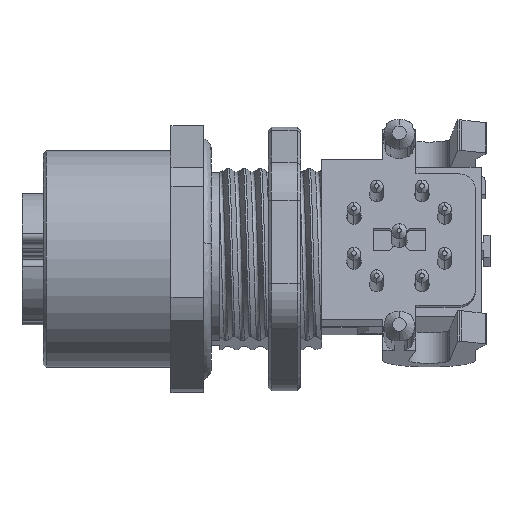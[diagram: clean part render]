
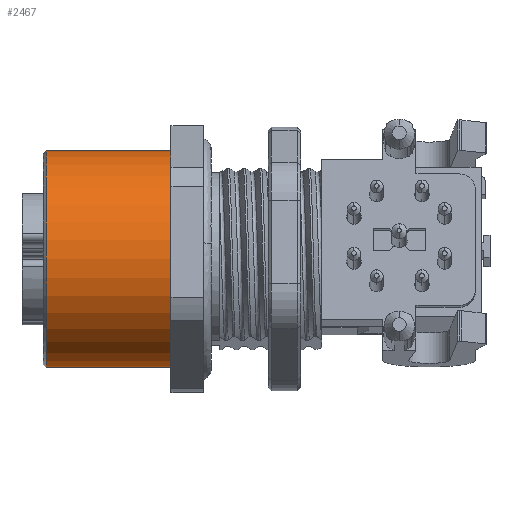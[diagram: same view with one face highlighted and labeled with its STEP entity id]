
A CAD part, left-side view. The second image highlights one B-rep face of the part: STEP entity #2467.
In plain terms, the highlighted cylindrical face has radius 6.7 mm (diameter 13.4 mm), a partial arc.
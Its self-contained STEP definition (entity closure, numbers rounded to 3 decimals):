
#705 = CARTESIAN_POINT ( 'NONE',  ( 26.967, 20.08, 8.458 ) ) ;
#845 = CARTESIAN_POINT ( 'NONE',  ( 26.967, 12.38, 1.758 ) ) ;
#1554 = DIRECTION ( 'NONE',  ( 0., 1., 0. ) ) ;
#1877 = CIRCLE ( 'NONE', #21196, 6.7 ) ;
#1931 = AXIS2_PLACEMENT_3D ( 'NONE', #845, #26464, #6922 ) ;
#2232 = CARTESIAN_POINT ( 'NONE',  ( 26.967, 20.08, 1.758 ) ) ;
#2467 = ADVANCED_FACE ( 'NONE', ( #26659 ), #32658, .T. ) ;
#4162 = VERTEX_POINT ( 'NONE', #29671 ) ;
#4586 = EDGE_LOOP ( 'NONE', ( #12907, #30345, #36908, #6083 ) ) ;
#5844 = CARTESIAN_POINT ( 'NONE',  ( 26.967, 12.38, -4.942 ) ) ;
#5884 = CARTESIAN_POINT ( 'NONE',  ( 26.967, 12.38, -4.942 ) ) ;
#6083 = ORIENTED_EDGE ( 'NONE', *, *, #14140, .T. ) ;
#6922 = DIRECTION ( 'NONE',  ( 0., 0., 1. ) ) ;
#9666 = DIRECTION ( 'NONE',  ( 0., 0., 1. ) ) ;
#10213 = DIRECTION ( 'NONE',  ( 0., -1., 0. ) ) ;
#12907 = ORIENTED_EDGE ( 'NONE', *, *, #30069, .F. ) ;
#14140 = EDGE_CURVE ( 'NONE', #26757, #4162, #34875, .T. ) ;
#14341 = DIRECTION ( 'NONE',  ( 0., 1., 0. ) ) ;
#21196 = AXIS2_PLACEMENT_3D ( 'NONE', #24854, #32584, #9666 ) ;
#22900 = VECTOR ( 'NONE', #14341, 1000. ) ;
#24854 = CARTESIAN_POINT ( 'NONE',  ( 26.967, 12.38, 1.758 ) ) ;
#26464 = DIRECTION ( 'NONE',  ( 0., 1., 0. ) ) ;
#26503 = AXIS2_PLACEMENT_3D ( 'NONE', #2232, #10213, #30129 ) ;
#26659 = FACE_OUTER_BOUND ( 'NONE', #4586, .T. ) ;
#26757 = VERTEX_POINT ( 'NONE', #705 ) ;
#28190 = VECTOR ( 'NONE', #1554, 1000. ) ;
#28634 = LINE ( 'NONE', #5884, #22900 ) ;
#29484 = EDGE_CURVE ( 'NONE', #33941, #26757, #30707, .T. ) ;
#29671 = CARTESIAN_POINT ( 'NONE',  ( 26.967, 20.08, -4.942 ) ) ;
#30069 = EDGE_CURVE ( 'NONE', #30925, #4162, #28634, .T. ) ;
#30129 = DIRECTION ( 'NONE',  ( 0.373, 0., -0.928 ) ) ;
#30345 = ORIENTED_EDGE ( 'NONE', *, *, #31970, .F. ) ;
#30707 = LINE ( 'NONE', #36180, #28190 ) ;
#30925 = VERTEX_POINT ( 'NONE', #5844 ) ;
#31098 = CARTESIAN_POINT ( 'NONE',  ( 26.967, 12.38, 8.458 ) ) ;
#31970 = EDGE_CURVE ( 'NONE', #33941, #30925, #1877, .T. ) ;
#32584 = DIRECTION ( 'NONE',  ( 0., -1., 0. ) ) ;
#32658 = CYLINDRICAL_SURFACE ( 'NONE', #1931, 6.7 ) ;
#33941 = VERTEX_POINT ( 'NONE', #31098 ) ;
#34875 = CIRCLE ( 'NONE', #26503, 6.7 ) ;
#36180 = CARTESIAN_POINT ( 'NONE',  ( 26.967, 12.38, 8.458 ) ) ;
#36908 = ORIENTED_EDGE ( 'NONE', *, *, #29484, .T. ) ;
